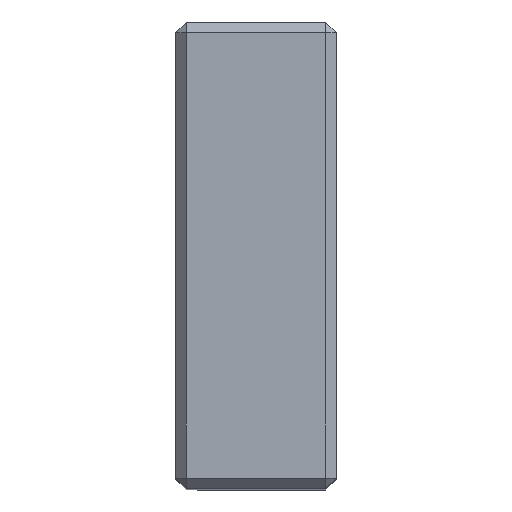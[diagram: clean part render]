
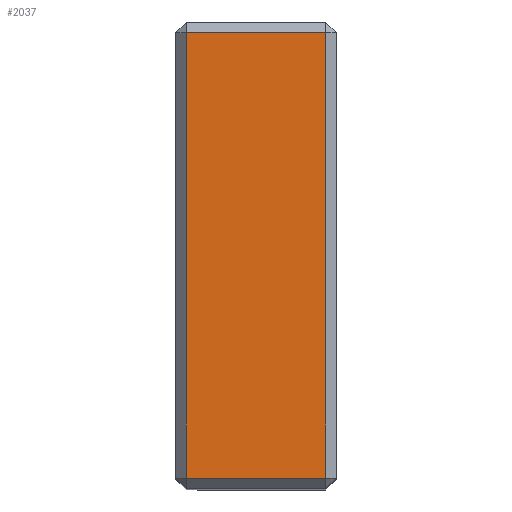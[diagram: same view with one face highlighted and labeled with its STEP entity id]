
A CAD part, top view. The second image highlights one B-rep face of the part: STEP entity #2037.
In plain terms, the highlighted planar face has unit normal (0, 0, 1).
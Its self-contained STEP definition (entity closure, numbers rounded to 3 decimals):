
#75 = CARTESIAN_POINT ( 'NONE',  ( -15., 42.6, 0. ) ) ;
#101 = VECTOR ( 'NONE', #2055, 1000. ) ;
#196 = VERTEX_POINT ( 'NONE', #2822 ) ;
#422 = DIRECTION ( 'NONE',  ( 1., 0., 0. ) ) ;
#533 = EDGE_CURVE ( 'NONE', #1369, #196, #1367, .T. ) ;
#635 = ORIENTED_EDGE ( 'NONE', *, *, #2097, .T. ) ;
#707 = LINE ( 'NONE', #75, #101 ) ;
#797 = LINE ( 'NONE', #1280, #1484 ) ;
#826 = CARTESIAN_POINT ( 'NONE',  ( -1., 43.6, 0. ) ) ;
#1038 = VECTOR ( 'NONE', #1275, 1000. ) ;
#1095 = CARTESIAN_POINT ( 'NONE',  ( -1., 42.6, 0. ) ) ;
#1196 = CARTESIAN_POINT ( 'NONE',  ( -14., 42.6, 0. ) ) ;
#1275 = DIRECTION ( 'NONE',  ( 0., 1., 0. ) ) ;
#1280 = CARTESIAN_POINT ( 'NONE',  ( -15., 1., 0. ) ) ;
#1367 = LINE ( 'NONE', #2288, #2953 ) ;
#1369 = VERTEX_POINT ( 'NONE', #1196 ) ;
#1443 = EDGE_CURVE ( 'NONE', #2026, #1369, #707, .T. ) ;
#1484 = VECTOR ( 'NONE', #1910, 1000. ) ;
#1501 = EDGE_CURVE ( 'NONE', #196, #2246, #797, .T. ) ;
#1515 = EDGE_LOOP ( 'NONE', ( #2954, #2542, #635, #1646 ) ) ;
#1565 = DIRECTION ( 'NONE',  ( 0., 0., 1. ) ) ;
#1646 = ORIENTED_EDGE ( 'NONE', *, *, #1443, .T. ) ;
#1793 = CARTESIAN_POINT ( 'NONE',  ( -15., 0., 0. ) ) ;
#1910 = DIRECTION ( 'NONE',  ( 1., 0., 0. ) ) ;
#1951 = LINE ( 'NONE', #826, #1038 ) ;
#2026 = VERTEX_POINT ( 'NONE', #1095 ) ;
#2037 = ADVANCED_FACE ( 'NONE', ( #2938 ), #2956, .T. ) ;
#2055 = DIRECTION ( 'NONE',  ( -1., 0., 0. ) ) ;
#2069 = DIRECTION ( 'NONE',  ( 0., -1., 0. ) ) ;
#2097 = EDGE_CURVE ( 'NONE', #2246, #2026, #1951, .T. ) ;
#2246 = VERTEX_POINT ( 'NONE', #2305 ) ;
#2288 = CARTESIAN_POINT ( 'NONE',  ( -14., 0., 0. ) ) ;
#2305 = CARTESIAN_POINT ( 'NONE',  ( -1., 1., 0. ) ) ;
#2542 = ORIENTED_EDGE ( 'NONE', *, *, #1501, .T. ) ;
#2815 = AXIS2_PLACEMENT_3D ( 'NONE', #1793, #1565, #422 ) ;
#2822 = CARTESIAN_POINT ( 'NONE',  ( -14., 1., 0. ) ) ;
#2938 = FACE_OUTER_BOUND ( 'NONE', #1515, .T. ) ;
#2953 = VECTOR ( 'NONE', #2069, 1000. ) ;
#2954 = ORIENTED_EDGE ( 'NONE', *, *, #533, .T. ) ;
#2956 = PLANE ( 'NONE',  #2815 ) ;
